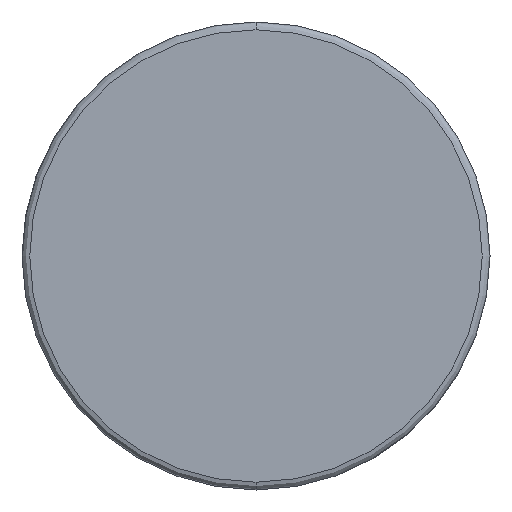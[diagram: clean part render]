
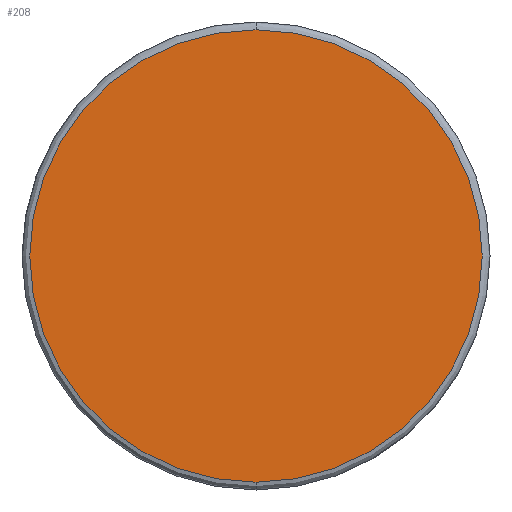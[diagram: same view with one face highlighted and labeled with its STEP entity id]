
A CAD part, front view. The second image highlights one B-rep face of the part: STEP entity #208.
In plain terms, the highlighted planar face has unit normal (0, -1, 0).
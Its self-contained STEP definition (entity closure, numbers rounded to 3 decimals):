
#2 = DIRECTION ( 'NONE',  ( 0., 0., 1. ) ) ;
#24 = CARTESIAN_POINT ( 'NONE',  ( 0., 0., 0. ) ) ;
#41 = CIRCLE ( 'NONE', #105, 5.8 ) ;
#47 = DIRECTION ( 'NONE',  ( 0., -1., 0. ) ) ;
#58 = VERTEX_POINT ( 'NONE', #194 ) ;
#61 = EDGE_CURVE ( 'NONE', #58, #214, #147, .T. ) ;
#64 = CARTESIAN_POINT ( 'NONE',  ( 0., 0., 0. ) ) ;
#72 = DIRECTION ( 'NONE',  ( 0., 0., 1. ) ) ;
#86 = ORIENTED_EDGE ( 'NONE', *, *, #202, .T. ) ;
#89 = CARTESIAN_POINT ( 'NONE',  ( 0., 0., 0. ) ) ;
#94 = PLANE ( 'NONE',  #131 ) ;
#105 = AXIS2_PLACEMENT_3D ( 'NONE', #89, #266, #2 ) ;
#112 = DIRECTION ( 'NONE',  ( 0., 1., 0. ) ) ;
#126 = DIRECTION ( 'NONE',  ( 0., 0., 1. ) ) ;
#131 = AXIS2_PLACEMENT_3D ( 'NONE', #24, #112, #72 ) ;
#147 = CIRCLE ( 'NONE', #162, 5.8 ) ;
#162 = AXIS2_PLACEMENT_3D ( 'NONE', #64, #47, #126 ) ;
#177 = FACE_OUTER_BOUND ( 'NONE', #189, .T. ) ;
#189 = EDGE_LOOP ( 'NONE', ( #260, #86 ) ) ;
#194 = CARTESIAN_POINT ( 'NONE',  ( 0., 0., 5.8 ) ) ;
#202 = EDGE_CURVE ( 'NONE', #214, #58, #41, .T. ) ;
#208 = ADVANCED_FACE ( 'NONE', ( #177 ), #94, .F. ) ;
#214 = VERTEX_POINT ( 'NONE', #264 ) ;
#260 = ORIENTED_EDGE ( 'NONE', *, *, #61, .T. ) ;
#264 = CARTESIAN_POINT ( 'NONE',  ( 0., 0., -5.8 ) ) ;
#266 = DIRECTION ( 'NONE',  ( 0., -1., 0. ) ) ;
